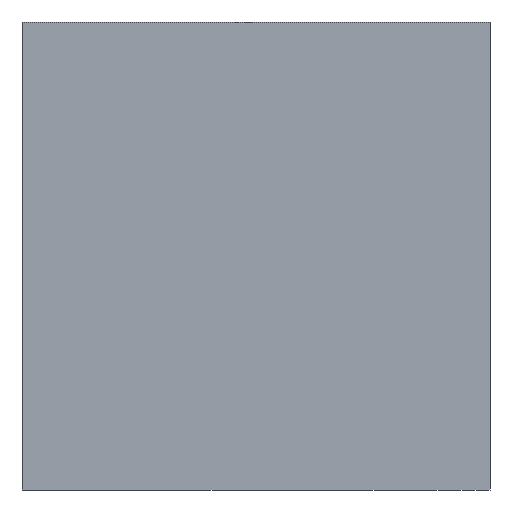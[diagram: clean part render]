
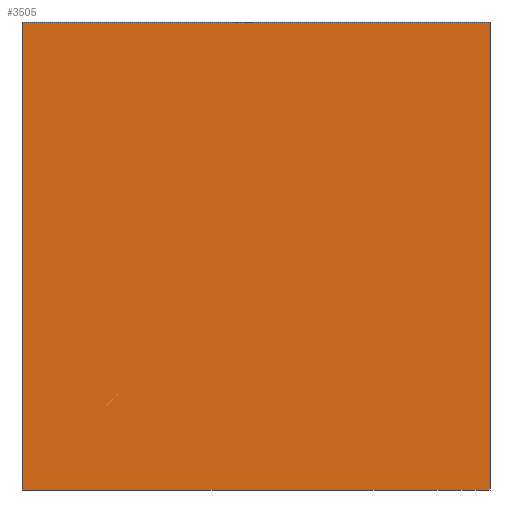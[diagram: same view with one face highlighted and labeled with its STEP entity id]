
A CAD part, front view. The second image highlights one B-rep face of the part: STEP entity #3505.
In plain terms, the highlighted planar face has unit normal (0, -1, 0).
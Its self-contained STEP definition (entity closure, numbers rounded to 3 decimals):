
#11 = VERTEX_POINT ( 'NONE', #7291 ) ;
#803 = CARTESIAN_POINT ( 'NONE',  ( 0., -0.5, 4.35 ) ) ;
#1183 = DIRECTION ( 'NONE',  ( 0., 1., 0. ) ) ;
#3505 = ADVANCED_FACE ( 'NONE', ( #19248 ), #6274, .F. ) ;
#3936 = VERTEX_POINT ( 'NONE', #23985 ) ;
#5472 = LINE ( 'NONE', #7856, #29155 ) ;
#5956 = AXIS2_PLACEMENT_3D ( 'NONE', #21461, #1183, #11560 ) ;
#6144 = ORIENTED_EDGE ( 'NONE', *, *, #9994, .F. ) ;
#6274 = PLANE ( 'NONE',  #5956 ) ;
#6571 = EDGE_CURVE ( 'NONE', #11, #28058, #5472, .T. ) ;
#7291 = CARTESIAN_POINT ( 'NONE',  ( 4.35, -0.5, 4.35 ) ) ;
#7856 = CARTESIAN_POINT ( 'NONE',  ( 4.35, -0.5, 0. ) ) ;
#8310 = CARTESIAN_POINT ( 'NONE',  ( 0., -0.5, 0. ) ) ;
#8610 = EDGE_LOOP ( 'NONE', ( #26467, #11071, #13556, #6144 ) ) ;
#9115 = VECTOR ( 'NONE', #21598, 1000. ) ;
#9994 = EDGE_CURVE ( 'NONE', #20305, #11, #32185, .T. ) ;
#11071 = ORIENTED_EDGE ( 'NONE', *, *, #19261, .F. ) ;
#11560 = DIRECTION ( 'NONE',  ( 0., 0., 1. ) ) ;
#13556 = ORIENTED_EDGE ( 'NONE', *, *, #6571, .F. ) ;
#14131 = DIRECTION ( 'NONE',  ( 0., 0., 1. ) ) ;
#15719 = VECTOR ( 'NONE', #14131, 1000. ) ;
#16246 = EDGE_CURVE ( 'NONE', #3936, #20305, #27601, .T. ) ;
#18267 = DIRECTION ( 'NONE',  ( 0., 0., -1. ) ) ;
#18716 = DIRECTION ( 'NONE',  ( -1., 0., 0. ) ) ;
#19248 = FACE_OUTER_BOUND ( 'NONE', #8610, .T. ) ;
#19261 = EDGE_CURVE ( 'NONE', #28058, #3936, #29465, .T. ) ;
#20305 = VERTEX_POINT ( 'NONE', #28456 ) ;
#21461 = CARTESIAN_POINT ( 'NONE',  ( 0., -0.5, 0. ) ) ;
#21598 = DIRECTION ( 'NONE',  ( 1., 0., 0. ) ) ;
#23985 = CARTESIAN_POINT ( 'NONE',  ( 0., -0.5, 0. ) ) ;
#25179 = VECTOR ( 'NONE', #18716, 1000. ) ;
#25511 = CARTESIAN_POINT ( 'NONE',  ( 4.35, -0.5, 0. ) ) ;
#26467 = ORIENTED_EDGE ( 'NONE', *, *, #16246, .F. ) ;
#27601 = LINE ( 'NONE', #27775, #15719 ) ;
#27775 = CARTESIAN_POINT ( 'NONE',  ( 0., -0.5, 0. ) ) ;
#28058 = VERTEX_POINT ( 'NONE', #25511 ) ;
#28456 = CARTESIAN_POINT ( 'NONE',  ( 0., -0.5, 4.35 ) ) ;
#29155 = VECTOR ( 'NONE', #18267, 1000. ) ;
#29465 = LINE ( 'NONE', #8310, #25179 ) ;
#32185 = LINE ( 'NONE', #803, #9115 ) ;
